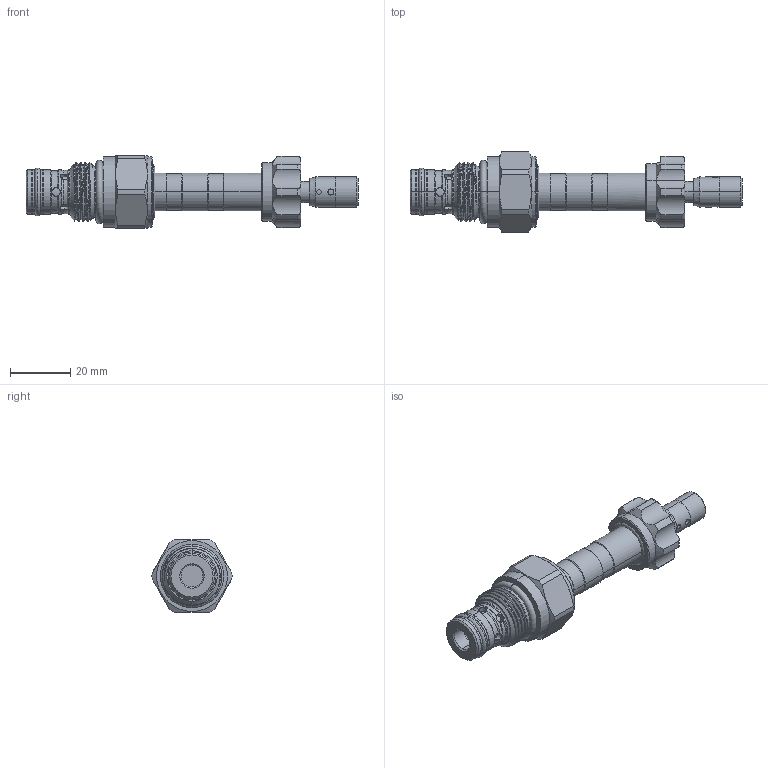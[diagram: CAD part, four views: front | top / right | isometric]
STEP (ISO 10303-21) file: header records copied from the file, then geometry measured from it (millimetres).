
FILE_DESCRIPTION (( 'STEP AP203' ), '1' );
FILE_NAME ('EP20M2A02T05.STEP', '2020-03-31T07:26:39', ( '' ), ( '' ), 'SwSTEP 2.0', 'SolidWorks 2018', '' );
FILE_SCHEMA (( 'CONFIG_CONTROL_DESIGN' ));
Length unit declared in the file: millimetre
Products named in the file (1): EP20M2A02T05
Bounding box: 110.55 x 26.69 x 24 mm (x, y, z)
Volume: 23387.8 mm3; surface area: 8990.2 mm2
Topology: 4 solids, 4 shells, 260 faces, 636 edges, 402 vertices
Faces by surface type: cylinder 143, cone 57, plane 31, torus 24, bspline 5
Entity records: 10011 total; most frequent: CARTESIAN_POINT 3983, ORIENTED_EDGE 1268, DIRECTION 1231, EDGE_CURVE 634, AXIS2_PLACEMENT_3D 527, VERTEX_POINT 400, EDGE_LOOP 286, CIRCLE 271
